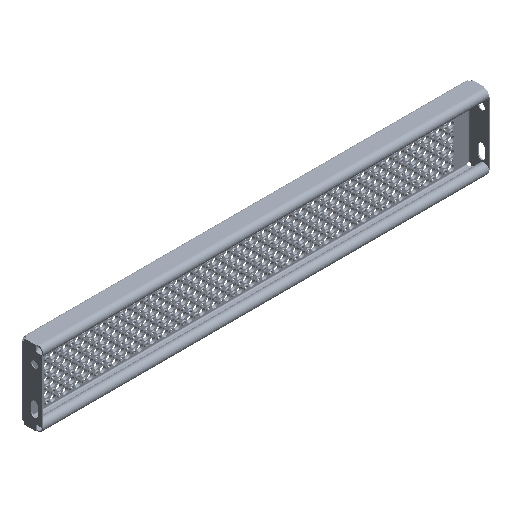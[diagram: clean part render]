
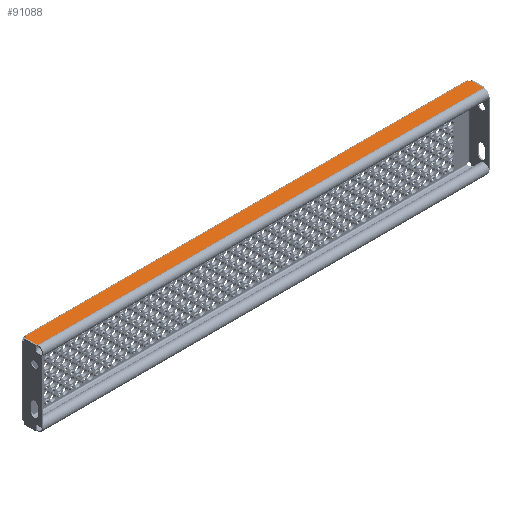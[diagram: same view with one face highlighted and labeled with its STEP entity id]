
A CAD part, isometric view. The second image highlights one B-rep face of the part: STEP entity #91088.
In plain terms, the highlighted planar face has unit normal (0, 0, 1).
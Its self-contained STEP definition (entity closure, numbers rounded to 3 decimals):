
#14239 = EDGE_LOOP ( 'NONE', ( #84351, #84355, #84347, #84352, #84356, #84363 ) ) ;
#15453 = PLANE ( 'NONE',  #15919 ) ;
#15454 = CARTESIAN_POINT ( 'NONE',  ( -449., 145.712, 75. ) ) ;
#15455 = DIRECTION ( 'NONE',  ( 0., 0., 1. ) ) ;
#15456 = DIRECTION ( 'NONE',  ( 0., -1., 0. ) ) ;
#15919 = AXIS2_PLACEMENT_3D ( 'NONE', #15454, #15455, #15456 ) ;
#16844 = FACE_OUTER_BOUND ( 'NONE', #14239, .T. ) ;
#28980 = VERTEX_POINT ( 'NONE', #91829 ) ;
#28981 = VERTEX_POINT ( 'NONE', #91830 ) ;
#28983 = VERTEX_POINT ( 'NONE', #91832 ) ;
#28984 = VERTEX_POINT ( 'NONE', #91833 ) ;
#28987 = VERTEX_POINT ( 'NONE', #91836 ) ;
#28989 = VERTEX_POINT ( 'NONE', #91838 ) ;
#35561 = LINE ( 'NONE', #57234, #58215 ) ;
#35564 = LINE ( 'NONE', #57376, #58218 ) ;
#35568 = LINE ( 'NONE', #57389, #58223 ) ;
#35570 = LINE ( 'NONE', #57412, #58232 ) ;
#57234 = CARTESIAN_POINT ( 'NONE',  ( -447.99, -7.185, 75. ) ) ;
#57235 = DIRECTION ( 'NONE',  ( 0., -1., 0. ) ) ;
#57376 = CARTESIAN_POINT ( 'NONE',  ( -449., -4., 75. ) ) ;
#57377 = DIRECTION ( 'NONE',  ( 1., 0., 0. ) ) ;
#57389 = CARTESIAN_POINT ( 'NONE',  ( 447.99, -7.185, 75. ) ) ;
#57391 = DIRECTION ( 'NONE',  ( 0., 1., 0. ) ) ;
#57406 = CARTESIAN_POINT ( 'NONE',  ( 449., -2.288, 75. ) ) ;
#57408 = DIRECTION ( 'NONE',  ( 0., 0., -1. ) ) ;
#57409 = DIRECTION ( 'NONE',  ( 0., -1., 0. ) ) ;
#57412 = CARTESIAN_POINT ( 'NONE',  ( -447.99, -32.498, 75. ) ) ;
#57414 = DIRECTION ( 'NONE',  ( 1., 0., 0. ) ) ;
#57415 = CARTESIAN_POINT ( 'NONE',  ( -449., -2.288, 75. ) ) ;
#57416 = DIRECTION ( 'NONE',  ( 0., 0., -1. ) ) ;
#57418 = DIRECTION ( 'NONE',  ( 0., -1., 0. ) ) ;
#58215 = VECTOR ( 'NONE', #57235, 1000. ) ;
#58218 = VECTOR ( 'NONE', #57377, 1000. ) ;
#58223 = VECTOR ( 'NONE', #57391, 1000. ) ;
#58227 = CIRCLE ( 'NONE', #58233, 5. ) ;
#58229 = CIRCLE ( 'NONE', #58230, 5. ) ;
#58230 = AXIS2_PLACEMENT_3D ( 'NONE', #57406, #57408, #57409 ) ;
#58232 = VECTOR ( 'NONE', #57414, 1000. ) ;
#58233 = AXIS2_PLACEMENT_3D ( 'NONE', #57415, #57416, #57418 ) ;
#84347 = ORIENTED_EDGE ( 'NONE', *, *, #111709, .T. ) ;
#84351 = ORIENTED_EDGE ( 'NONE', *, *, #111711, .T. ) ;
#84352 = ORIENTED_EDGE ( 'NONE', *, *, #111693, .F. ) ;
#84355 = ORIENTED_EDGE ( 'NONE', *, *, #111701, .T. ) ;
#84356 = ORIENTED_EDGE ( 'NONE', *, *, #111713, .T. ) ;
#84363 = ORIENTED_EDGE ( 'NONE', *, *, #111665, .T. ) ;
#91088 = ADVANCED_FACE ( 'NONE', ( #16844 ), #15453, .T. ) ;
#91829 = CARTESIAN_POINT ( 'NONE',  ( -447.99, -32.498, 75. ) ) ;
#91830 = CARTESIAN_POINT ( 'NONE',  ( -447.99, -7.185, 75. ) ) ;
#91832 = CARTESIAN_POINT ( 'NONE',  ( -444.302, -4., 75. ) ) ;
#91833 = CARTESIAN_POINT ( 'NONE',  ( 444.302, -4., 75. ) ) ;
#91836 = CARTESIAN_POINT ( 'NONE',  ( 447.99, -32.498, 75. ) ) ;
#91838 = CARTESIAN_POINT ( 'NONE',  ( 447.99, -7.185, 75. ) ) ;
#111665 = EDGE_CURVE ( 'NONE', #28981, #28980, #35561, .T. ) ;
#111693 = EDGE_CURVE ( 'NONE', #28983, #28984, #35564, .T. ) ;
#111701 = EDGE_CURVE ( 'NONE', #28987, #28989, #35568, .T. ) ;
#111709 = EDGE_CURVE ( 'NONE', #28989, #28984, #58229, .T. ) ;
#111711 = EDGE_CURVE ( 'NONE', #28980, #28987, #35570, .T. ) ;
#111713 = EDGE_CURVE ( 'NONE', #28983, #28981, #58227, .T. ) ;
